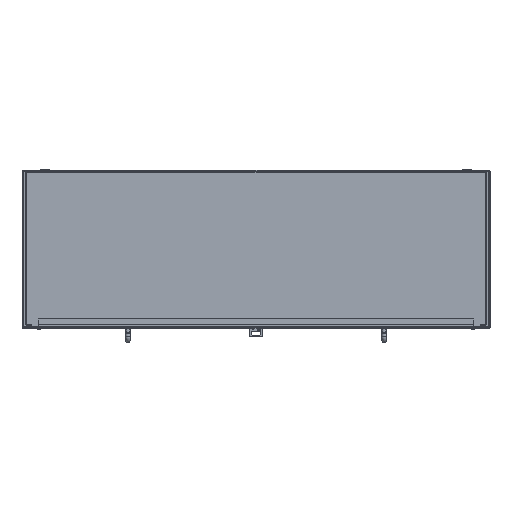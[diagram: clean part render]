
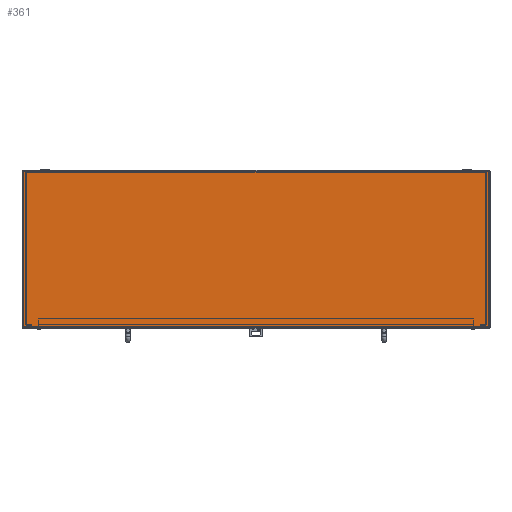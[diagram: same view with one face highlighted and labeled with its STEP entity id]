
A CAD part, top view. The second image highlights one B-rep face of the part: STEP entity #361.
In plain terms, the highlighted planar face has unit normal (0, 0, 1).
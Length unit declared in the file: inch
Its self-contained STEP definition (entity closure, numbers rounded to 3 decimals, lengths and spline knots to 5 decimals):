
#349 = DIRECTION ( 'NONE',  ( -1., 0., 0. ) ) ;
#361 = ADVANCED_FACE ( 'NONE', ( #19764 ), #21799, .T. ) ;
#1029 = EDGE_LOOP ( 'NONE', ( #20796, #18663, #7407, #27924 ) ) ;
#1525 = DIRECTION ( 'NONE',  ( -1., 0., 0. ) ) ;
#2002 = CARTESIAN_POINT ( 'NONE',  ( 18.1515, -12.142, 18.036 ) ) ;
#2171 = AXIS2_PLACEMENT_3D ( 'NONE', #6253, #3750, #1525 ) ;
#2253 = CARTESIAN_POINT ( 'NONE',  ( 18.1515, -12.142, 18.036 ) ) ;
#3150 = VERTEX_POINT ( 'NONE', #2002 ) ;
#3750 = DIRECTION ( 'NONE',  ( 0., 0., 1. ) ) ;
#5154 = CARTESIAN_POINT ( 'NONE',  ( -18.1515, -12.142, 18.036 ) ) ;
#6253 = CARTESIAN_POINT ( 'NONE',  ( 18.1515, -0.036, 18.036 ) ) ;
#6711 = VECTOR ( 'NONE', #19174, 39.37008 ) ;
#7407 = ORIENTED_EDGE ( 'NONE', *, *, #19640, .F. ) ;
#8394 = LINE ( 'NONE', #19469, #6711 ) ;
#10700 = VECTOR ( 'NONE', #25623, 39.37008 ) ;
#11312 = LINE ( 'NONE', #2253, #28619 ) ;
#12860 = VERTEX_POINT ( 'NONE', #20810 ) ;
#14492 = EDGE_CURVE ( 'NONE', #16701, #17550, #8394, .T. ) ;
#15306 = CARTESIAN_POINT ( 'NONE',  ( 18.1515, -0.036, 18.036 ) ) ;
#15391 = CARTESIAN_POINT ( 'NONE',  ( 18.1515, -0.036, 18.036 ) ) ;
#15934 = DIRECTION ( 'NONE',  ( 0., 1., 0. ) ) ;
#16165 = EDGE_CURVE ( 'NONE', #3150, #12860, #11312, .T. ) ;
#16701 = VERTEX_POINT ( 'NONE', #23132 ) ;
#17321 = EDGE_CURVE ( 'NONE', #12860, #16701, #18106, .T. ) ;
#17550 = VERTEX_POINT ( 'NONE', #15306 ) ;
#18106 = LINE ( 'NONE', #5154, #24437 ) ;
#18663 = ORIENTED_EDGE ( 'NONE', *, *, #16165, .F. ) ;
#19174 = DIRECTION ( 'NONE',  ( 1., 0., 0. ) ) ;
#19469 = CARTESIAN_POINT ( 'NONE',  ( -18.1515, -0.036, 18.036 ) ) ;
#19640 = EDGE_CURVE ( 'NONE', #17550, #3150, #19914, .T. ) ;
#19764 = FACE_OUTER_BOUND ( 'NONE', #1029, .T. ) ;
#19914 = LINE ( 'NONE', #15391, #10700 ) ;
#20796 = ORIENTED_EDGE ( 'NONE', *, *, #17321, .F. ) ;
#20810 = CARTESIAN_POINT ( 'NONE',  ( -18.1515, -12.142, 18.036 ) ) ;
#21799 = PLANE ( 'NONE',  #2171 ) ;
#23132 = CARTESIAN_POINT ( 'NONE',  ( -18.1515, -0.036, 18.036 ) ) ;
#24437 = VECTOR ( 'NONE', #15934, 39.37008 ) ;
#25623 = DIRECTION ( 'NONE',  ( 0., -1., 0. ) ) ;
#27924 = ORIENTED_EDGE ( 'NONE', *, *, #14492, .F. ) ;
#28619 = VECTOR ( 'NONE', #349, 39.37008 ) ;
